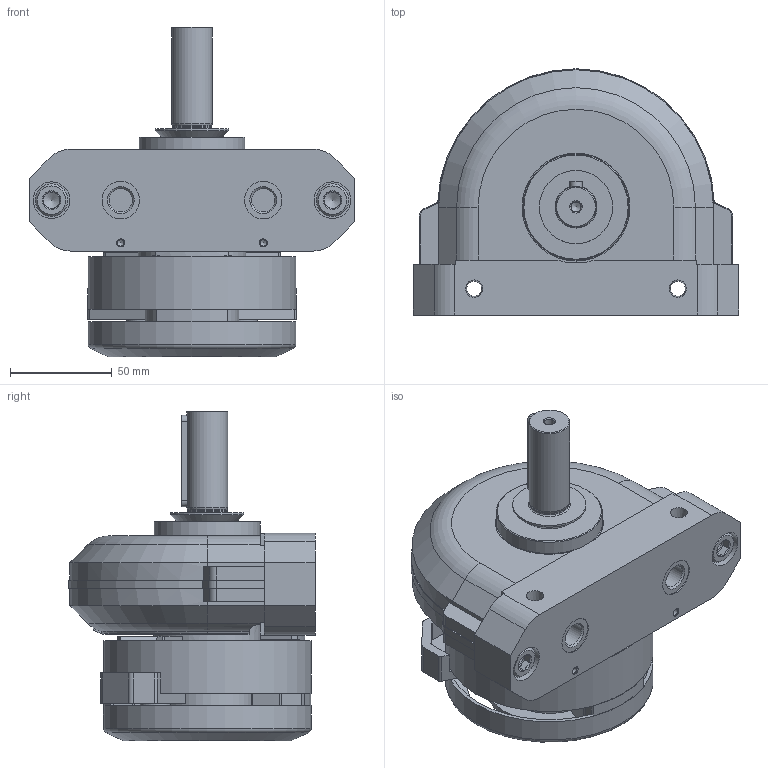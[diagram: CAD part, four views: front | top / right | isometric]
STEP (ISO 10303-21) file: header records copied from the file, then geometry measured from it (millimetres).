
FILE_DESCRIPTION(/* description */ ('STEP AP214'),/* implementation_level */ '2;1');
FILE_NAME(/* name */ '13467_DSR-40-180-P',/* time_stamp */ '2024-08-23T14:22:10+02:00',/* author */ ('License CC BY-ND 4.0'),/* organization */ ('CADENAS'),/* preprocessor_version */ 'ST-DEVELOPER v19.3',/* originating_system */ 'PARTsolutions',/* authorisation */ ' ');
FILE_SCHEMA (('AUTOMOTIVE_DESIGN {1 0 10303 214 3 1 1}'));
Length unit declared in the file: millimetre
Products named in the file (5): 13467 DSR-40-180-P---(0); 13467 DSR-40-180-P---(Geh); 236441 DSR-40-180-P---(Ks); 241666 DSR-40-180-P---(Kappe); 241630---(Schalt)
Assembly tree (5 placements, depth 2):
  13467 DSR-40-180-P---(0)
    13467 DSR-40-180-P---(Geh)
    236441 DSR-40-180-P---(Ks)
    241666 DSR-40-180-P---(Kappe)
    241630---(Schalt)  x2
Bounding box: 160 x 121 x 162 mm (x, y, z)
Volume: 863949.8 mm3; surface area: 169981 mm2
Topology: 5 solids, 5 shells, 569 faces, 1450 edges, 921 vertices
Faces by surface type: plane 292, cylinder 189, cone 70, torus 18
Full cylindrical faces by diameter (mm): 3.242 x2, 4.917 x1, 8 x10, 8.1 x2, 11.445 x2, 13 x2, 15 x3, 16 x2, 18 x4, 18.4 x2, 19.4 x1, 20 x1, 25 x3, 36 x1, 41 x1, 42 x1, 42.5 x1, 52 x1, 52.96 x1, 97.9 x1, 98 x1, 98.2 x1, 102 x2
Entity records: 15308 total; most frequent: CARTESIAN_POINT 2550, DIRECTION 2396, ORIENTED_EDGE 2156, EDGE_CURVE 1078, AXIS2_PLACEMENT_3D 908, VERTEX_POINT 733, FACE_BOUND 605, EDGE_LOOP 599
